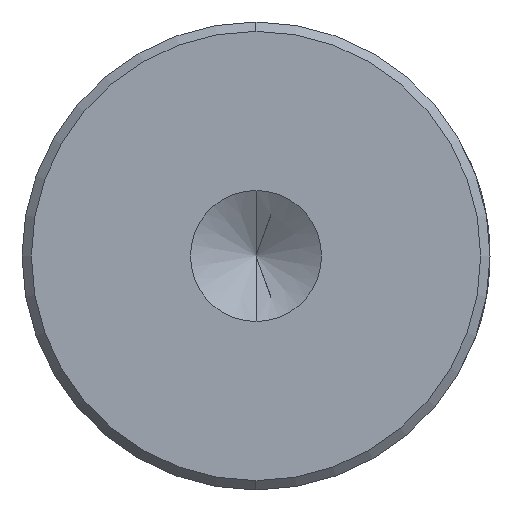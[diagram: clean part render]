
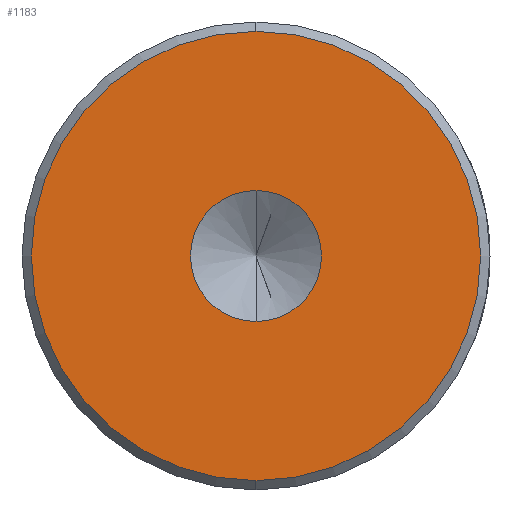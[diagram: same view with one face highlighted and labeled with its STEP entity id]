
A CAD part, left-side view. The second image highlights one B-rep face of the part: STEP entity #1183.
In plain terms, the highlighted planar face has unit normal (-1, 0, 0).
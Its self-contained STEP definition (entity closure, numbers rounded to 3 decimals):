
#2 = CARTESIAN_POINT ( 'NONE',  ( 0., 0., 12.001 ) ) ;
#25 = VERTEX_POINT ( 'NONE', #1305 ) ;
#46 = EDGE_CURVE ( 'NONE', #944, #1150, #233, .T. ) ;
#53 = ORIENTED_EDGE ( 'NONE', *, *, #1082, .F. ) ;
#101 = EDGE_CURVE ( 'NONE', #25, #462, #642, .T. ) ;
#202 = DIRECTION ( 'NONE',  ( -1., 0., 0. ) ) ;
#233 = CIRCLE ( 'NONE', #1167, 3.5 ) ;
#253 = CARTESIAN_POINT ( 'NONE',  ( 0., 0., 3.5 ) ) ;
#300 = CIRCLE ( 'NONE', #893, 12.001 ) ;
#448 = AXIS2_PLACEMENT_3D ( 'NONE', #1066, #570, #672 ) ;
#462 = VERTEX_POINT ( 'NONE', #2 ) ;
#492 = CARTESIAN_POINT ( 'NONE',  ( 0., 0., 0. ) ) ;
#494 = DIRECTION ( 'NONE',  ( 0., 0., 1. ) ) ;
#508 = DIRECTION ( 'NONE',  ( -1., 0., 0. ) ) ;
#513 = CARTESIAN_POINT ( 'NONE',  ( 0., 0., 0. ) ) ;
#517 = AXIS2_PLACEMENT_3D ( 'NONE', #492, #1215, #606 ) ;
#525 = ORIENTED_EDGE ( 'NONE', *, *, #740, .T. ) ;
#541 = DIRECTION ( 'NONE',  ( 0., 0., 1. ) ) ;
#550 = FACE_BOUND ( 'NONE', #813, .T. ) ;
#570 = DIRECTION ( 'NONE',  ( -1., 0., 0. ) ) ;
#595 = FACE_OUTER_BOUND ( 'NONE', #820, .T. ) ;
#604 = ORIENTED_EDGE ( 'NONE', *, *, #46, .F. ) ;
#606 = DIRECTION ( 'NONE',  ( 0., 0., 1. ) ) ;
#641 = DIRECTION ( 'NONE',  ( -1., 0., 0. ) ) ;
#642 = CIRCLE ( 'NONE', #448, 12.001 ) ;
#672 = DIRECTION ( 'NONE',  ( 0., 0., 1. ) ) ;
#740 = EDGE_CURVE ( 'NONE', #462, #25, #300, .T. ) ;
#810 = ORIENTED_EDGE ( 'NONE', *, *, #101, .T. ) ;
#813 = EDGE_LOOP ( 'NONE', ( #604, #53 ) ) ;
#820 = EDGE_LOOP ( 'NONE', ( #810, #525 ) ) ;
#893 = AXIS2_PLACEMENT_3D ( 'NONE', #1245, #641, #1339 ) ;
#939 = PLANE ( 'NONE',  #1211 ) ;
#944 = VERTEX_POINT ( 'NONE', #253 ) ;
#1005 = CARTESIAN_POINT ( 'NONE',  ( 0., 0., -3.5 ) ) ;
#1044 = CARTESIAN_POINT ( 'NONE',  ( 0., 0., 0. ) ) ;
#1066 = CARTESIAN_POINT ( 'NONE',  ( 0., 0., 0. ) ) ;
#1082 = EDGE_CURVE ( 'NONE', #1150, #944, #1152, .T. ) ;
#1150 = VERTEX_POINT ( 'NONE', #1005 ) ;
#1152 = CIRCLE ( 'NONE', #517, 3.5 ) ;
#1167 = AXIS2_PLACEMENT_3D ( 'NONE', #513, #508, #494 ) ;
#1183 = ADVANCED_FACE ( 'NONE', ( #595, #550 ), #939, .T. ) ;
#1211 = AXIS2_PLACEMENT_3D ( 'NONE', #1044, #202, #541 ) ;
#1215 = DIRECTION ( 'NONE',  ( -1., 0., 0. ) ) ;
#1245 = CARTESIAN_POINT ( 'NONE',  ( 0., 0., 0. ) ) ;
#1305 = CARTESIAN_POINT ( 'NONE',  ( 0., 0., -12.001 ) ) ;
#1339 = DIRECTION ( 'NONE',  ( 0., 0., 1. ) ) ;
